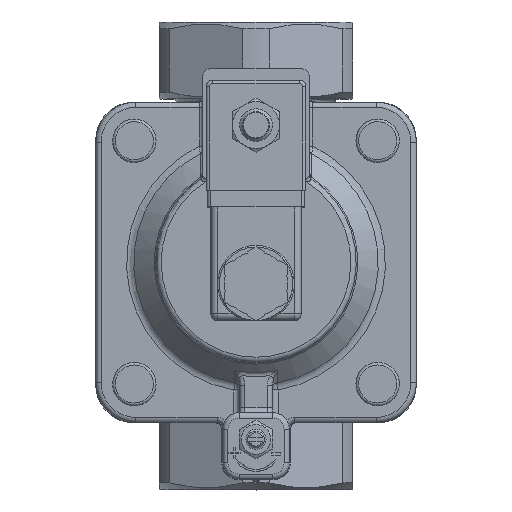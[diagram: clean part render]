
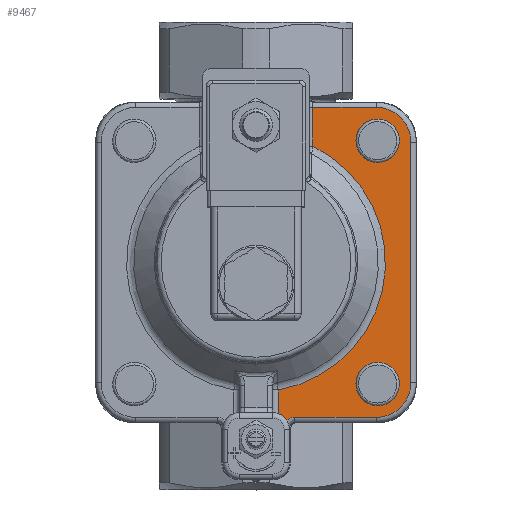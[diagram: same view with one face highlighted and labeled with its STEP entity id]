
A CAD part, top view. The second image highlights one B-rep face of the part: STEP entity #9467.
In plain terms, the highlighted planar face has unit normal (0, 0, 1).
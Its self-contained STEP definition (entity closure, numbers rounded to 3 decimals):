
#508=LINE('',#13575,#1114);
#511=LINE('',#13587,#1117);
#512=LINE('',#13617,#1118);
#515=LINE('',#13629,#1121);
#724=LINE('',#14812,#1330);
#725=LINE('',#14816,#1331);
#726=LINE('',#14822,#1332);
#727=LINE('',#14826,#1333);
#728=LINE('',#14829,#1334);
#1114=VECTOR('',#10929,2.201);
#1117=VECTOR('',#10940,2.123);
#1118=VECTOR('',#10981,2.201);
#1121=VECTOR('',#10992,2.123);
#1330=VECTOR('',#11841,11.586);
#1331=VECTOR('',#11844,7.087);
#1332=VECTOR('',#11849,24.4);
#1333=VECTOR('',#11852,72.);
#1334=VECTOR('',#11855,19.);
#1870=PLANE('',#10238);
#2230=FACE_BOUND('',#3093,.T.);
#2231=FACE_BOUND('',#3094,.T.);
#2232=FACE_BOUND('',#3095,.T.);
#2233=FACE_BOUND('',#3096,.T.);
#2436=FACE_OUTER_BOUND('',#3092,.T.);
#3092=EDGE_LOOP('',(#7175,#7176,#7177,#7178,#7179,#7180,#7181,#7182,#7183,
#7184));
#3093=EDGE_LOOP('',(#7185,#7186,#7187,#7188));
#3094=EDGE_LOOP('',(#7189));
#3095=EDGE_LOOP('',(#7190,#7191,#7192,#7193));
#3096=EDGE_LOOP('',(#7194));
#3520=CIRCLE('',#9896,4.25);
#3523=CIRCLE('',#9900,6.35);
#3525=CIRCLE('',#9903,4.);
#3530=CIRCLE('',#9920,4.25);
#3533=CIRCLE('',#9924,6.35);
#3535=CIRCLE('',#9927,4.);
#3671=CIRCLE('',#10239,38.743);
#3672=CIRCLE('',#10240,5.);
#3673=CIRCLE('',#10241,3.2);
#3674=CIRCLE('',#10242,10.4);
#3675=CIRCLE('',#10243,10.4);
#3967=VERTEX_POINT('',#13571);
#3969=VERTEX_POINT('',#13574);
#3972=VERTEX_POINT('',#13581);
#3974=VERTEX_POINT('',#13585);
#3976=VERTEX_POINT('',#13597);
#3981=VERTEX_POINT('',#13613);
#3983=VERTEX_POINT('',#13616);
#3986=VERTEX_POINT('',#13623);
#3988=VERTEX_POINT('',#13627);
#3990=VERTEX_POINT('',#13639);
#4287=VERTEX_POINT('',#14810);
#4288=VERTEX_POINT('',#14811);
#4289=VERTEX_POINT('',#14813);
#4290=VERTEX_POINT('',#14815);
#4291=VERTEX_POINT('',#14817);
#4292=VERTEX_POINT('',#14819);
#4293=VERTEX_POINT('',#14821);
#4294=VERTEX_POINT('',#14823);
#4295=VERTEX_POINT('',#14825);
#4296=VERTEX_POINT('',#14827);
#4882=EDGE_CURVE('',#3969,#3967,#508,.T.);
#4888=EDGE_CURVE('',#3972,#3974,#511,.T.);
#4889=EDGE_CURVE('',#3967,#3972,#3520,.T.);
#4892=EDGE_CURVE('',#3974,#3969,#3523,.T.);
#4894=EDGE_CURVE('',#3976,#3976,#3525,.T.);
#4900=EDGE_CURVE('',#3983,#3981,#512,.T.);
#4906=EDGE_CURVE('',#3986,#3988,#515,.T.);
#4907=EDGE_CURVE('',#3981,#3986,#3530,.T.);
#4910=EDGE_CURVE('',#3988,#3983,#3533,.T.);
#4912=EDGE_CURVE('',#3990,#3990,#3535,.T.);
#5336=EDGE_CURVE('',#4287,#4288,#724,.T.);
#5337=EDGE_CURVE('',#4289,#4287,#3671,.T.);
#5338=EDGE_CURVE('',#4290,#4289,#725,.T.);
#5339=EDGE_CURVE('',#4291,#4290,#3672,.F.);
#5340=EDGE_CURVE('',#4292,#4291,#3673,.T.);
#5341=EDGE_CURVE('',#4293,#4292,#726,.T.);
#5342=EDGE_CURVE('',#4294,#4293,#3674,.T.);
#5343=EDGE_CURVE('',#4295,#4294,#727,.T.);
#5344=EDGE_CURVE('',#4296,#4295,#3675,.T.);
#5345=EDGE_CURVE('',#4288,#4296,#728,.T.);
#7175=ORIENTED_EDGE('',*,*,#5336,.F.);
#7176=ORIENTED_EDGE('',*,*,#5337,.F.);
#7177=ORIENTED_EDGE('',*,*,#5338,.F.);
#7178=ORIENTED_EDGE('',*,*,#5339,.F.);
#7179=ORIENTED_EDGE('',*,*,#5340,.F.);
#7180=ORIENTED_EDGE('',*,*,#5341,.F.);
#7181=ORIENTED_EDGE('',*,*,#5342,.F.);
#7182=ORIENTED_EDGE('',*,*,#5343,.F.);
#7183=ORIENTED_EDGE('',*,*,#5344,.F.);
#7184=ORIENTED_EDGE('',*,*,#5345,.F.);
#7185=ORIENTED_EDGE('',*,*,#4888,.T.);
#7186=ORIENTED_EDGE('',*,*,#4892,.T.);
#7187=ORIENTED_EDGE('',*,*,#4882,.T.);
#7188=ORIENTED_EDGE('',*,*,#4889,.T.);
#7189=ORIENTED_EDGE('',*,*,#4894,.T.);
#7190=ORIENTED_EDGE('',*,*,#4906,.T.);
#7191=ORIENTED_EDGE('',*,*,#4910,.T.);
#7192=ORIENTED_EDGE('',*,*,#4900,.T.);
#7193=ORIENTED_EDGE('',*,*,#4907,.T.);
#7194=ORIENTED_EDGE('',*,*,#4912,.T.);
#9467=ADVANCED_FACE('',(#2436,#2230,#2231,#2232,#2233),#1870,.T.);
#9896=AXIS2_PLACEMENT_3D('',#13589,#10943,#10944);
#9900=AXIS2_PLACEMENT_3D('',#13593,#10951,#10952);
#9903=AXIS2_PLACEMENT_3D('',#13598,#10957,#10958);
#9920=AXIS2_PLACEMENT_3D('',#13631,#10995,#10996);
#9924=AXIS2_PLACEMENT_3D('',#13635,#11003,#11004);
#9927=AXIS2_PLACEMENT_3D('',#13640,#11009,#11010);
#10238=AXIS2_PLACEMENT_3D('',#14809,#11839,#11840);
#10239=AXIS2_PLACEMENT_3D('',#14814,#11842,#11843);
#10240=AXIS2_PLACEMENT_3D('',#14818,#11845,#11846);
#10241=AXIS2_PLACEMENT_3D('',#14820,#11847,#11848);
#10242=AXIS2_PLACEMENT_3D('',#14824,#11850,#11851);
#10243=AXIS2_PLACEMENT_3D('',#14828,#11853,#11854);
#10929=DIRECTION('',(0.,-1.,0.));
#10940=DIRECTION('',(0.,1.,0.));
#10943=DIRECTION('center_axis',(0.,0.,
1.));
#10944=DIRECTION('ref_axis',(1.,0.,0.));
#10951=DIRECTION('center_axis',(0.,0.,
-1.));
#10952=DIRECTION('ref_axis',(1.,0.,0.));
#10957=DIRECTION('center_axis',(0.,0.,
-1.));
#10958=DIRECTION('ref_axis',(-1.,0.01,0.));
#10981=DIRECTION('',(1.,0.,0.));
#10992=DIRECTION('',(-1.,0.,0.));
#10995=DIRECTION('center_axis',(0.,0.,
1.));
#10996=DIRECTION('ref_axis',(0.,1.,0.));
#11003=DIRECTION('center_axis',(0.,0.,
-1.));
#11004=DIRECTION('ref_axis',(0.,1.,0.));
#11009=DIRECTION('center_axis',(0.,0.,
-1.));
#11010=DIRECTION('ref_axis',(-0.01,-1.,0.));
#11839=DIRECTION('center_axis',(0.,0.,
1.));
#11840=DIRECTION('ref_axis',(0.,1.,0.));
#11841=DIRECTION('',(0.,1.,0.));
#11842=DIRECTION('center_axis',(0.,0.,
1.));
#11843=DIRECTION('ref_axis',(1.,0.,0.));
#11844=DIRECTION('',(0.,1.,0.));
#11845=DIRECTION('center_axis',(0.,0.,
-1.));
#11846=DIRECTION('ref_axis',(0.707,0.707,0.));
#11847=DIRECTION('center_axis',(0.,0.,
1.));
#11848=DIRECTION('ref_axis',(-0.707,0.707,0.));
#11849=DIRECTION('',(-1.,0.,0.));
#11850=DIRECTION('center_axis',(0.,0.,
-1.));
#11851=DIRECTION('ref_axis',(0.707,-0.707,0.));
#11852=DIRECTION('',(0.,-1.,0.));
#11853=DIRECTION('center_axis',(0.,0.,
-1.));
#11854=DIRECTION('ref_axis',(0.707,0.707,0.));
#11855=DIRECTION('',(1.,0.,0.));
#13571=CARTESIAN_POINT('',(34.861,-34.461,41.834));
#13574=CARTESIAN_POINT('',(34.861,-32.259,41.834));
#13575=CARTESIAN_POINT('',(34.861,-20.208,41.834));
#13581=CARTESIAN_POINT('',(35.661,-34.234,41.834));
#13585=CARTESIAN_POINT('',(35.661,-32.111,41.834));
#13587=CARTESIAN_POINT('',(35.661,-20.208,41.834));
#13589=CARTESIAN_POINT('Origin',(36.416,-38.416,41.834));
#13593=CARTESIAN_POINT('Origin',(36.416,-38.416,41.834));
#13597=CARTESIAN_POINT('',(40.416,-38.456,41.834));
#13598=CARTESIAN_POINT('Origin',(36.416,-38.416,41.834));
#13613=CARTESIAN_POINT('',(32.461,32.861,41.834));
#13616=CARTESIAN_POINT('',(30.259,32.861,41.834));
#13617=CARTESIAN_POINT('',(39.894,32.861,41.834));
#13623=CARTESIAN_POINT('',(32.234,33.661,41.834));
#13627=CARTESIAN_POINT('',(30.111,33.661,41.834));
#13629=CARTESIAN_POINT('',(39.894,33.661,41.834));
#13631=CARTESIAN_POINT('Origin',(36.416,34.416,41.834));
#13635=CARTESIAN_POINT('Origin',(36.416,34.416,41.834));
#13639=CARTESIAN_POINT('',(36.456,38.416,41.834));
#13640=CARTESIAN_POINT('Origin',(36.416,34.416,41.834));
#14809=CARTESIAN_POINT('Origin',(43.371,-2.,41.834));
#14810=CARTESIAN_POINT('',(17.,32.814,41.834));
#14811=CARTESIAN_POINT('',(17.,44.4,41.834));
#14812=CARTESIAN_POINT('',(17.,19.573,41.834));
#14813=CARTESIAN_POINT('',(6.6,-40.176,41.834));
#14814=CARTESIAN_POINT('Origin',(0.,-2.,41.834));
#14815=CARTESIAN_POINT('',(6.6,-47.263,41.834));
#14816=CARTESIAN_POINT('',(6.6,-24.5,41.834));
#14817=CARTESIAN_POINT('',(9.273,-49.403,41.834));
#14818=CARTESIAN_POINT('Origin',(5.,-52.,41.834));
#14819=CARTESIAN_POINT('',(11.6,-48.4,41.834));
#14820=CARTESIAN_POINT('Origin',(11.6,-51.6,41.834));
#14821=CARTESIAN_POINT('',(36.,-48.4,41.834));
#14822=CARTESIAN_POINT('',(3.686,-48.4,41.834));
#14823=CARTESIAN_POINT('',(46.4,-38.,41.834));
#14824=CARTESIAN_POINT('Origin',(36.,-38.,41.834));
#14825=CARTESIAN_POINT('',(46.4,34.,41.834));
#14826=CARTESIAN_POINT('',(46.4,-20.,41.834));
#14827=CARTESIAN_POINT('',(36.,44.4,41.834));
#14828=CARTESIAN_POINT('Origin',(36.,34.,41.834));
#14829=CARTESIAN_POINT('',(39.686,44.4,41.834));
